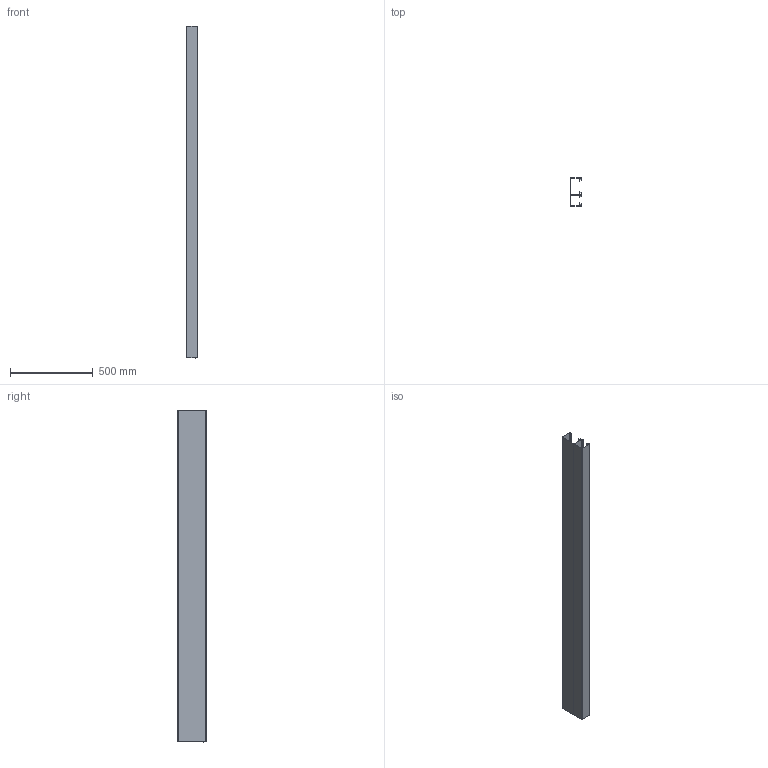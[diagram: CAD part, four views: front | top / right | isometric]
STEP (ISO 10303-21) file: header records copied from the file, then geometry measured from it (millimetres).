
FILE_DESCRIPTION (( 'STEP AP214' ), '1' );
FILE_NAME ('6278200.stp', '2016-06-01T11:27:07', ( '' ), ( '' ), 'SwSTEP 2.0', 'SolidWorks 2014', '' );
FILE_SCHEMA (( 'AUTOMOTIVE_DESIGN' ));
Length unit declared in the file: millimetre
Products named in the file (3): 6278200; 014939_T=70, L=2000; 014921T1_GEK-D70170
Assembly tree (2 placements, depth 2):
  6278200
    014921T1_GEK-D70170
    014939_T=70, L=2000
Bounding box: 70 x 170 x 2000 mm (x, y, z)
Volume: 1146648.3 mm3; surface area: 1954111.4 mm2
Topology: 2 solids, 2 shells, 130 faces, 298 edges, 172 vertices
Faces by surface type: plane 92, cylinder 38
Entity records: 3679 total; most frequent: DIRECTION 644, CARTESIAN_POINT 605, ORIENTED_EDGE 596, EDGE_CURVE 298, LINE 222, VECTOR 222, AXIS2_PLACEMENT_3D 211, VERTEX_POINT 172
